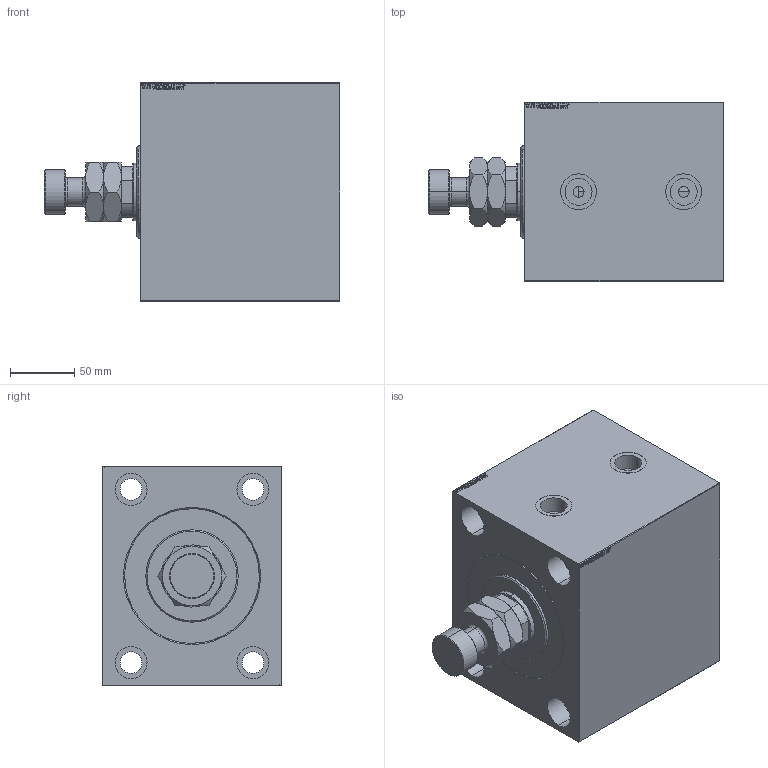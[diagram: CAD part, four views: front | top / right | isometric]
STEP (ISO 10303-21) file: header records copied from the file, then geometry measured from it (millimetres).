
FILE_DESCRIPTION (( 'STEP AP203' ), '1' );
FILE_NAME ('38c2.STEP', '2022-04-17T04:15:23', ( '' ), ( '' ), 'SwSTEP 2.0', 'SolidWorks 2019', '' );
FILE_SCHEMA (( 'CONFIG_CONTROL_DESIGN' ));
Length unit declared in the file: millimetre
Products named in the file (5): V450CM_VC_B 71bdda045cbaafcc99d9d5baa38d1880; V450CM_C_VCP 71bdda045cbaafcc99d9d5baa38d1880; 38c2; MFA 71bdda045cbaafcc99d9d5baa38d1880; V450CM_C_Body 71bdda045cbaafcc99d9d5baa38d1880
Assembly tree (4 placements, depth 2):
  38c2
    V450CM_C_Body 71bdda045cbaafcc99d9d5baa38d1880
    V450CM_C_VCP 71bdda045cbaafcc99d9d5baa38d1880
    V450CM_VC_B 71bdda045cbaafcc99d9d5baa38d1880
    MFA 71bdda045cbaafcc99d9d5baa38d1880
Bounding box: 230 x 140 x 170 mm (x, y, z)
Volume: 3245134.9 mm3; surface area: 317047.9 mm2
Topology: 4 solids, 4 shells, 934 faces, 2366 edges, 1555 vertices
Faces by surface type: plane 430, bspline 380, cylinder 78, cone 42, torus 4
Entity records: 46525 total; most frequent: CARTESIAN_POINT 26044, ORIENTED_EDGE 4728, DIRECTION 2852, EDGE_CURVE 2364, VERTEX_POINT 1555, VECTOR 1342, LINE 1342, EDGE_LOOP 1069
